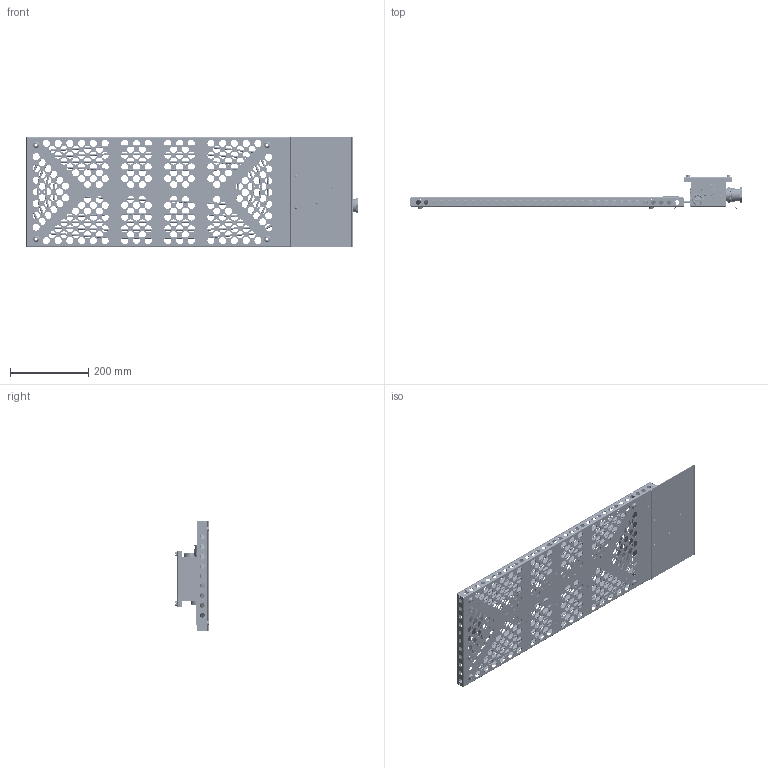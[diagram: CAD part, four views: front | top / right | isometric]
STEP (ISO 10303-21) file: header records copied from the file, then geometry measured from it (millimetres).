
FILE_DESCRIPTION (( 'STEP AP214' ), '1' );
FILE_NAME ('920A107215.STEP', '2025-06-12T11:06:18', ( '' ), ( '' ), 'SwSTEP 2.0', 'SolidWorks 2022', '' );
FILE_SCHEMA (( 'AUTOMOTIVE_DESIGN' ));
Length unit declared in the file: millimetre
Products named in the file (32): kontra mutter m20; HEAT TRACING CABLE SIZE C. 1.6MM TYKK; STAHL gland m20; O RING M25 STAHL; 790A4457; 920A105751; FBS 2-5; merking nr L; 920A107006_Default<As Machined>; 920A105385; 920A109442; 100A8512 (2); 920A106277 (SINGEL UTEN TERMOSTAT); kontra mutter m25; UT 6; 920A105384; 100A8585 (2)_Default<As Machined>; 920A105571; USLKG10N; 920A105386; 920A107215; O RING M20 STAHL; merking nr n; 100A105930; FBS 2-8; Sporskrue M5 for RF bokser; UT 2,5; merking nr 1; Skrue hylse; TEF 7947 M20; 920A105387; M25 R STAHL GLAND
Assembly tree (70 placements, depth 3):
  920A107215
    920A105385
    920A105386
    920A105387
    920A105751
    920A105571
    920A106277 (SINGEL UTEN TERMOSTAT)
      920A107006_Default<As Machined>
      100A105930
      Skrue hylse  x4
      100A8512 (2)
      UT 2,5  x2
      UT 6  x4
      USLKG10N  x3
      merking nr 1  x4
      merking nr n  x4
      merking nr L  x4
      STAHL gland m20
      O RING M20 STAHL  x2
      790A4457  x3
      M25 R STAHL GLAND
      O RING M25 STAHL
      920A105384
      TEF 7947 M20
      kontra mutter m25  x5
      kontra mutter m20  x2
      100A8585 (2)_Default<As Machined>
      FBS 2-5
      FBS 2-8  x2
      Sporskrue M5 for RF bokser  x4
    HEAT TRACING CABLE SIZE C. 1.6MM TYKK
    920A109442  x10
Bounding box: 847.46 x 85 x 280 mm (x, y, z)
Volume: 1016228.2 mm3; surface area: 1291916.2 mm2
Topology: 69 solids, 80 shells, 6011 faces, 16344 edges, 10582 vertices
Faces by surface type: plane 2763, cylinder 2567, bspline 321, cone 254, torus 90, sphere 16
Entity records: 156773 total; most frequent: CARTESIAN_POINT 38880, ORIENTED_EDGE 21164, DIRECTION 20713, EDGE_CURVE 10617, AXIS2_PLACEMENT_3D 7620, VERTEX_POINT 6876, LINE 5473, VECTOR 5473
